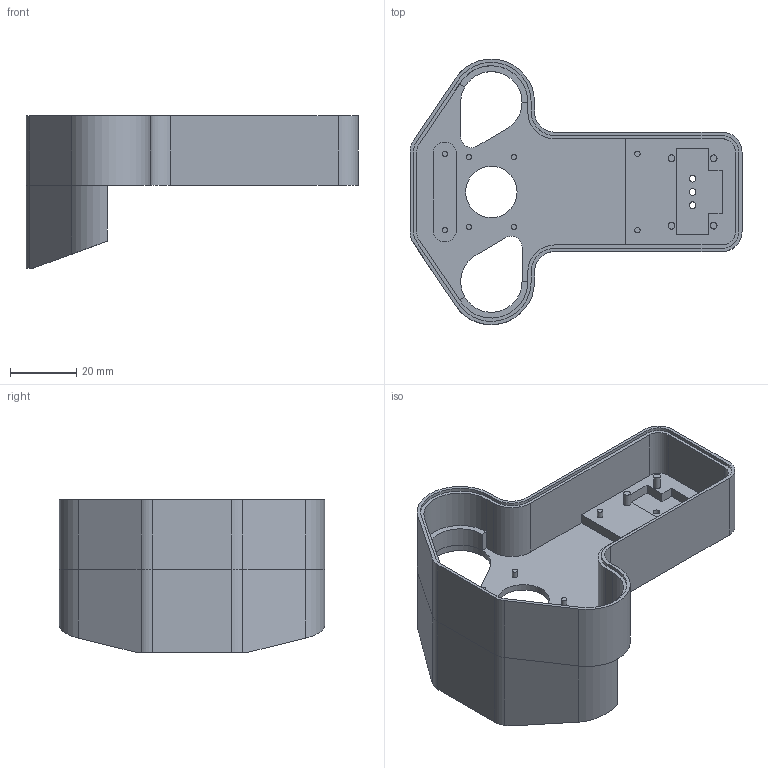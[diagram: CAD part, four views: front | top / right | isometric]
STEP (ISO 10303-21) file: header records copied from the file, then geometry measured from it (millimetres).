
FILE_DESCRIPTION(('FreeCAD Model'),'2;1');
FILE_NAME('Open CASCADE Shape Model','2024-01-14T11:06:15',('Author'),( ''),'Open CASCADE STEP processor 7.6','FreeCAD','Unknown');
FILE_SCHEMA(('AUTOMOTIVE_DESIGN { 1 0 10303 214 1 1 1 1 }'));
Length unit declared in the file: millimetre
Products named in the file (3): cam-body; Body001; Body003
Assembly tree (2 placements, depth 2):
  cam-body
    Body001
    Body003
Bounding box: 100 x 80 x 46 mm (x, y, z)
Volume: 26947.1 mm3; surface area: 25724.5 mm2
Topology: 2 solids, 2 shells, 134 faces, 337 edges, 221 vertices
Faces by surface type: plane 76, cylinder 58
Full cylindrical faces by diameter (mm): 1.6 x8, 2 x3, 2.032 x4, 15.5 x1
Entity records: 8577 total; most frequent: CARTESIAN_POINT 1505, DIRECTION 1380, LINE 773, VECTOR 773, ORIENTED_EDGE 674, PCURVE 674, DEFINITIONAL_REPRESENTATION 674, EDGE_CURVE 337
